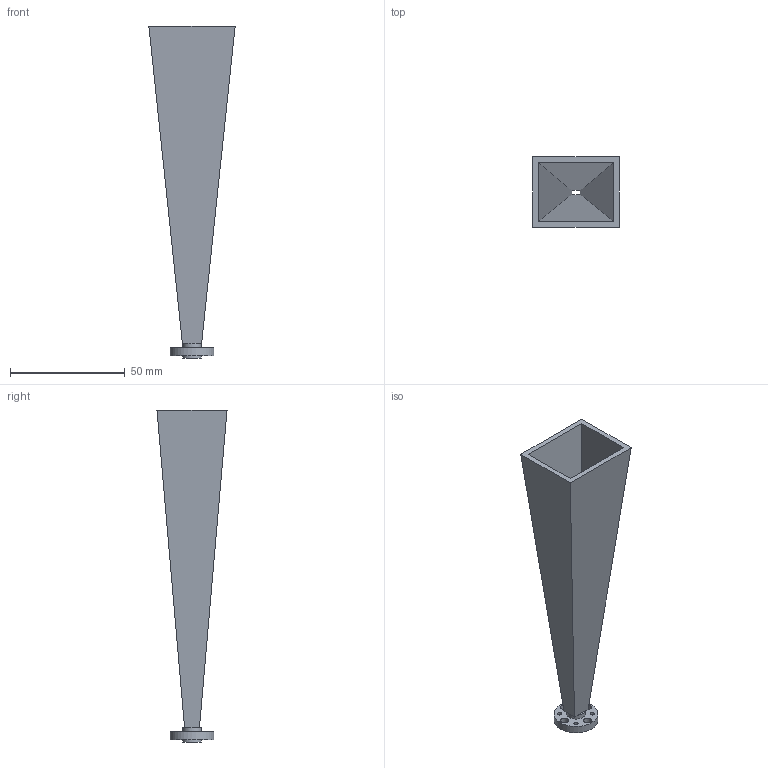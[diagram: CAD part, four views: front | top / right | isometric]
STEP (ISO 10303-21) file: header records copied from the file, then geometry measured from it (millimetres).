
FILE_DESCRIPTION(/* description */ (''),/* implementation_level */ '2;1');
FILE_NAME(/* name */ 'AUT_60GHz_HornDummy_SimulationModel.stp',/* time_stamp */ '2024-08-20T09:34:25+02:00',/* author */ ('Nils Bade'),/* organization */ (''),/* preprocessor_version */ 'ST-DEVELOPER v19',/* originating_system */ 'Autodesk Inventor 2023',/* authorisation */ '');
FILE_SCHEMA (('AUTOMOTIVE_DESIGN { 1 0 10303 214 3 1 1 }'));
Length unit declared in the file: millimetre
Products named in the file (1): AUT_60GHz_HornDummy
Bounding box: 37.5 x 30.45 x 144.4 mm (x, y, z)
Volume: 24363.4 mm3; surface area: 21695.8 mm2
Topology: 1 solids, 1 shells, 31 faces, 77 edges, 50 vertices
Faces by surface type: plane 20, cylinder 11
Full cylindrical faces by diameter (mm): 1.8 x4, 3.55 x4, 8 x2, 19.13 x1
Entity records: 1004 total; most frequent: DIRECTION 167, CARTESIAN_POINT 159, ORIENTED_EDGE 154, EDGE_CURVE 77, AXIS2_PLACEMENT_3D 58, EDGE_LOOP 51, LINE 51, VECTOR 51
